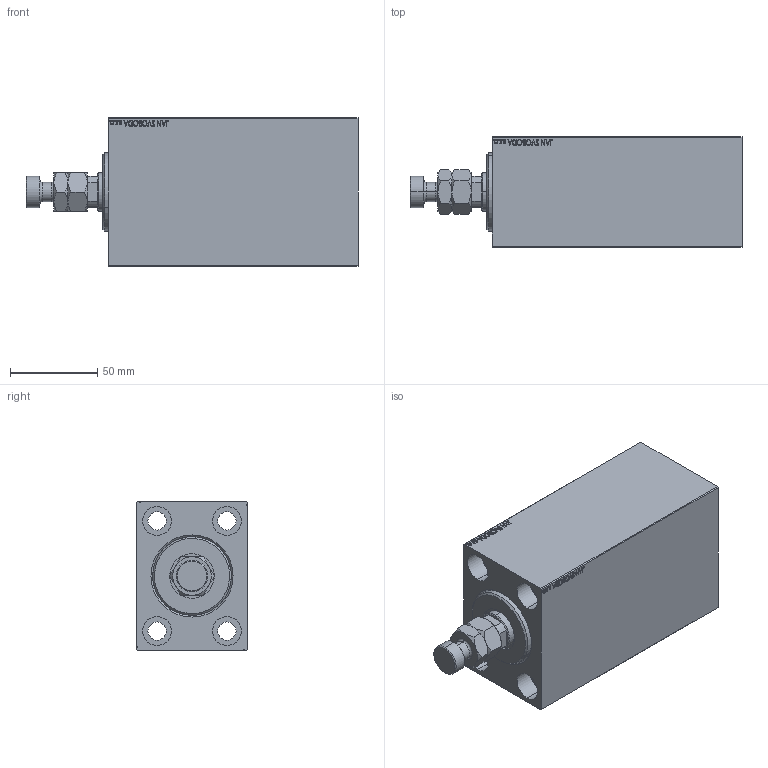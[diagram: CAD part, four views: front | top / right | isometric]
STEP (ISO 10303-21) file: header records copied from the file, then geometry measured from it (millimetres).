
FILE_DESCRIPTION (( 'STEP AP203' ), '1' );
FILE_NAME ('0e0e.STEP', '2022-04-16T22:15:58', ( '' ), ( '' ), 'SwSTEP 2.0', 'SolidWorks 2019', '' );
FILE_SCHEMA (( 'CONFIG_CONTROL_DESIGN' ));
Length unit declared in the file: millimetre
Products named in the file (5): 0e0e; V450CM_C_Body addbf3bb777226416629c169f8c1372b; V450CM_C_VCP addbf3bb777226416629c169f8c1372b; MFA addbf3bb777226416629c169f8c1372b; V450CM_VC_B addbf3bb777226416629c169f8c1372b
Assembly tree (4 placements, depth 2):
  0e0e
    V450CM_C_Body addbf3bb777226416629c169f8c1372b
    V450CM_C_VCP addbf3bb777226416629c169f8c1372b
    V450CM_VC_B addbf3bb777226416629c169f8c1372b
    MFA addbf3bb777226416629c169f8c1372b
Bounding box: 190 x 63 x 85 mm (x, y, z)
Volume: 645704.6 mm3; surface area: 119669.2 mm2
Topology: 4 solids, 4 shells, 910 faces, 2302 edges, 1515 vertices
Faces by surface type: plane 424, bspline 380, cylinder 60, cone 42, torus 4
Entity records: 45429 total; most frequent: CARTESIAN_POINT 25560, ORIENTED_EDGE 4600, DIRECTION 2724, EDGE_CURVE 2300, VERTEX_POINT 1515, LINE 1318, VECTOR 1318, EDGE_LOOP 1037
